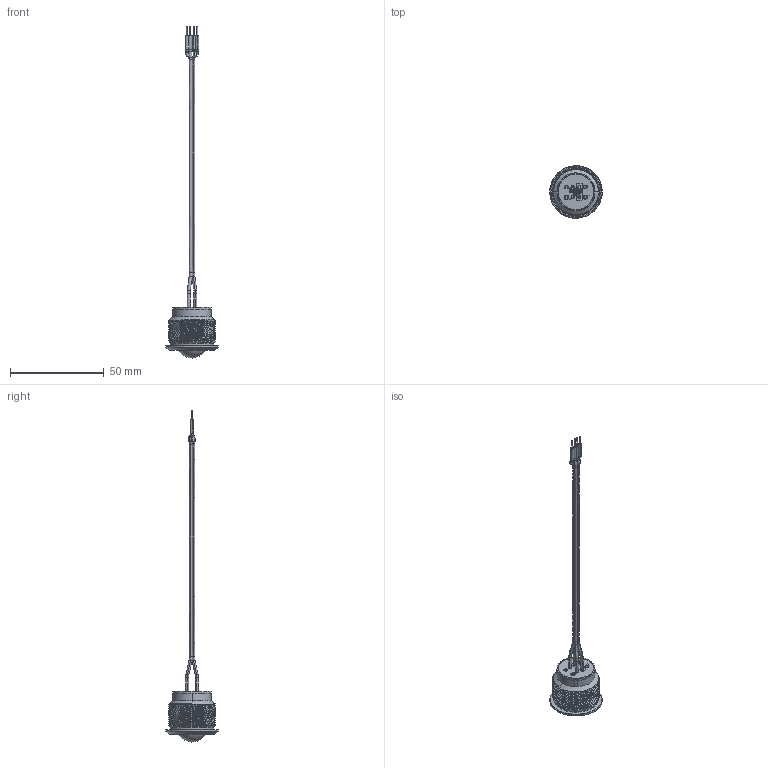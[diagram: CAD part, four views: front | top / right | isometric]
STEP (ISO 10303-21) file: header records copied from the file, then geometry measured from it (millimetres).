
FILE_DESCRIPTION(/* description */ (''),/* implementation_level */ '2;1');
FILE_NAME(/* name */ 'PVL25DWxRx.stp',/* time_stamp */ '2025-11-07T15:37:45-06:00',/* author */ ('jsteinblock'),/* organization */ (''),/* preprocessor_version */ 'ST-DEVELOPER v18.1',/* originating_system */ 'Autodesk Inventor 2022',/* authorisation */ '');
FILE_SCHEMA (('AUTOMOTIVE_DESIGN { 1 0 10303 214 3 1 1 }'));
Products named in the file (1): PVL25DWxRx
Bounding box: 28 x 28 x 177.14 mm (x, y, z)
Volume: 3789.4 mm3; surface area: 9656.8 mm2
Topology: 3 solids, 3 shells, 479 faces, 1258 edges, 802 vertices
Faces by surface type: plane 257, bspline 204, cone 8, torus 4, cylinder 4, sphere 2
Full cylindrical faces by diameter (mm): 0.48 x4
Entity records: 42895 total; most frequent: CARTESIAN_POINT 32401, ORIENTED_EDGE 2512, DIRECTION 1523, EDGE_CURVE 1256, LINE 807, VECTOR 807, VERTEX_POINT 802, EDGE_LOOP 508
